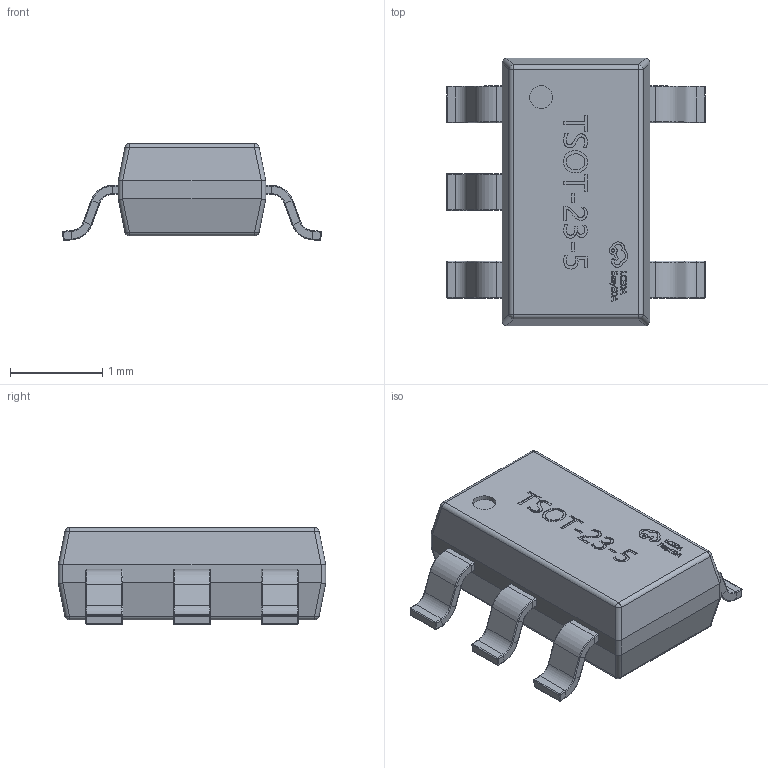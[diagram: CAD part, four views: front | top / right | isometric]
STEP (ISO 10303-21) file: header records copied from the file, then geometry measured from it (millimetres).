
FILE_DESCRIPTION (( 'STEP AP214' ), '1' );
FILE_NAME ('TSOT-23-5_L2.9-W1.6-H1.00-LS2.8-P0.95.step', '2022-07-26T11:22:06', ( '' ), ( '' ), 'SwSTEP 2.0', 'SolidWorks 2020', '' );
FILE_SCHEMA (( 'AUTOMOTIVE_DESIGN' ));
Length unit declared in the file: millimetre
Products named in the file (1): TSOT-23-5_L2.9-W1.6-H1.00-LS2.8-P0.95
Bounding box: 2.81 x 2.9 x 1.05 mm (x, y, z)
Volume: 4.5 mm3; surface area: 21.4 mm2
Topology: 19 solids, 19 shells, 691 faces, 1676 edges, 1031 vertices
Faces by surface type: plane 337, bspline 159, cylinder 122, torus 40, sphere 33
Entity records: 31359 total; most frequent: CARTESIAN_POINT 8544, ORIENTED_EDGE 3312, DIRECTION 2654, EDGE_CURVE 1656, LINE 1032, VECTOR 1032, VERTEX_POINT 1021, AXIS2_PLACEMENT_3D 811
